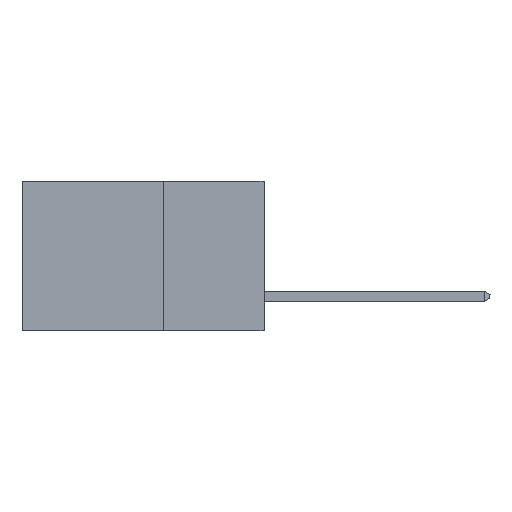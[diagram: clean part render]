
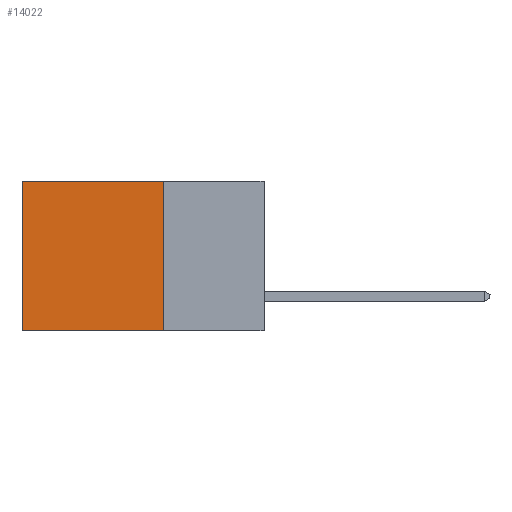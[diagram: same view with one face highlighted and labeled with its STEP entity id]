
A CAD part, left-side view. The second image highlights one B-rep face of the part: STEP entity #14022.
In plain terms, the highlighted planar face has unit normal (-1, 0, 0).
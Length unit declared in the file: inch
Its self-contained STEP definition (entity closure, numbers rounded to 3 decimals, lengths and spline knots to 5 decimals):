
#452 = ORIENTED_EDGE ( 'NONE', *, *, #11996, .F. ) ;
#717 = LINE ( 'NONE', #9521, #10308 ) ;
#923 = EDGE_CURVE ( 'NONE', #11535, #15164, #11940, .T. ) ;
#956 = PLANE ( 'NONE',  #12089 ) ;
#1977 = DIRECTION ( 'NONE',  ( 1., 0., 0. ) ) ;
#2171 = CARTESIAN_POINT ( 'NONE',  ( 0.2615, 0.25, -0.37 ) ) ;
#2246 = VECTOR ( 'NONE', #13749, 39.37008 ) ;
#2901 = VERTEX_POINT ( 'NONE', #15318 ) ;
#3310 = EDGE_CURVE ( 'NONE', #15164, #6102, #717, .T. ) ;
#3550 = CARTESIAN_POINT ( 'NONE',  ( 0.2615, 0.25, 0. ) ) ;
#3693 = ORIENTED_EDGE ( 'NONE', *, *, #9124, .F. ) ;
#3844 = ORIENTED_EDGE ( 'NONE', *, *, #923, .T. ) ;
#4119 = CARTESIAN_POINT ( 'NONE',  ( 0.2615, 0.25, -0.37 ) ) ;
#4143 = CARTESIAN_POINT ( 'NONE',  ( 0.2615, 0.6, 0. ) ) ;
#4557 = LINE ( 'NONE', #2171, #8528 ) ;
#5763 = EDGE_LOOP ( 'NONE', ( #14850, #3693, #452, #3844 ) ) ;
#6102 = VERTEX_POINT ( 'NONE', #8216 ) ;
#6880 = DIRECTION ( 'NONE',  ( 0., 0., -1. ) ) ;
#7945 = VECTOR ( 'NONE', #12962, 39.37008 ) ;
#8216 = CARTESIAN_POINT ( 'NONE',  ( 0.2615, 0.6, -0.37 ) ) ;
#8528 = VECTOR ( 'NONE', #10482, 39.37008 ) ;
#8788 = LINE ( 'NONE', #4119, #2246 ) ;
#9077 = CARTESIAN_POINT ( 'NONE',  ( 0.2615, 0.25, 0. ) ) ;
#9124 = EDGE_CURVE ( 'NONE', #2901, #6102, #8788, .T. ) ;
#9521 = CARTESIAN_POINT ( 'NONE',  ( 0.2615, 0.6, -0.37 ) ) ;
#10308 = VECTOR ( 'NONE', #14334, 39.37008 ) ;
#10482 = DIRECTION ( 'NONE',  ( 0., 0., -1. ) ) ;
#11535 = VERTEX_POINT ( 'NONE', #9077 ) ;
#11940 = LINE ( 'NONE', #3550, #7945 ) ;
#11996 = EDGE_CURVE ( 'NONE', #11535, #2901, #4557, .T. ) ;
#12089 = AXIS2_PLACEMENT_3D ( 'NONE', #12796, #1977, #6880 ) ;
#12796 = CARTESIAN_POINT ( 'NONE',  ( 0.2615, 0.25, -0.37 ) ) ;
#12962 = DIRECTION ( 'NONE',  ( 0., 1., 0. ) ) ;
#13749 = DIRECTION ( 'NONE',  ( 0., 1., 0. ) ) ;
#14022 = ADVANCED_FACE ( 'NONE', ( #15163 ), #956, .F. ) ;
#14334 = DIRECTION ( 'NONE',  ( 0., 0., -1. ) ) ;
#14850 = ORIENTED_EDGE ( 'NONE', *, *, #3310, .T. ) ;
#15163 = FACE_OUTER_BOUND ( 'NONE', #5763, .T. ) ;
#15164 = VERTEX_POINT ( 'NONE', #4143 ) ;
#15318 = CARTESIAN_POINT ( 'NONE',  ( 0.2615, 0.25, -0.37 ) ) ;
